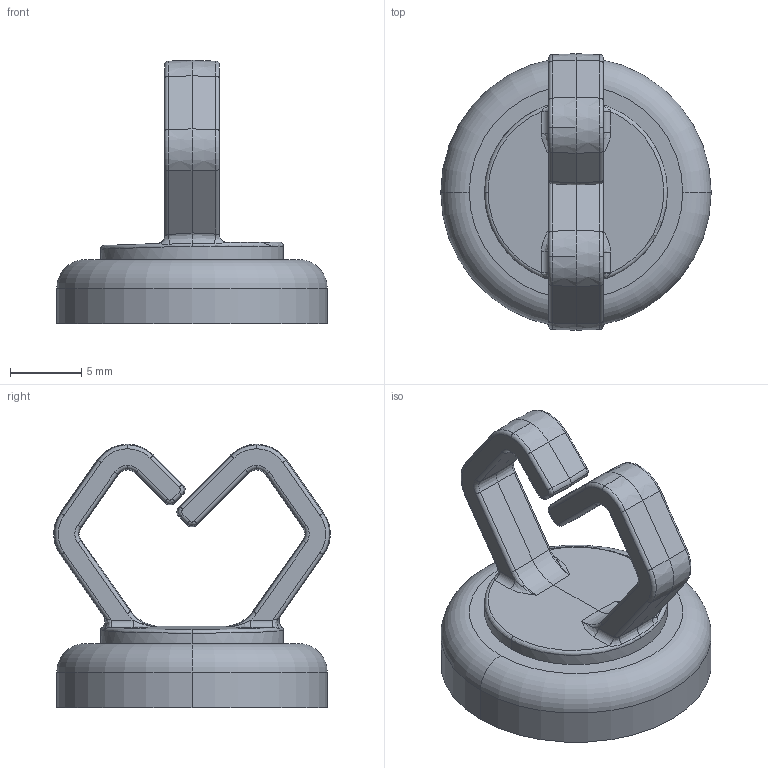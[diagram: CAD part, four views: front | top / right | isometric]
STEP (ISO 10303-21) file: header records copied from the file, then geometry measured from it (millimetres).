
FILE_DESCRIPTION (( 'STEP AP203' ), '1' );
FILE_NAME ('62401.STEP', '2022-11-16T18:43:12', ( '' ), ( '' ), 'SwSTEP 2.0', 'SolidWorks 2021', '' );
FILE_SCHEMA (( 'CONFIG_CONTROL_DESIGN' ));
Length unit declared in the file: inch
Products named in the file (7): 82007W; 62429 INSTALLED GLOCK_Installed; 82007W CUP; 82007 MAGNET; 62429 CARRIER_Installed; 62429; 62401
Assembly tree (6 placements, depth 3):
  62401
    62429
      62429 CARRIER_Installed
      62429 INSTALLED GLOCK_Installed
    82007W
      82007W CUP
      82007 MAGNET
Bounding box: 19 x 19.41 x 18.51 mm (x, y, z)
Volume: 1452.9 mm3; surface area: 2237.5 mm2
Topology: 4 solids, 4 shells, 312 faces, 762 edges, 451 vertices
Faces by surface type: plane 97, cylinder 87, bspline 49, torus 41, cone 30, sphere 8
Entity records: 10500 total; most frequent: CARTESIAN_POINT 2905, ORIENTED_EDGE 1508, DIRECTION 1393, EDGE_CURVE 754, AXIS2_PLACEMENT_3D 529, VERTEX_POINT 451, LINE 335, VECTOR 335
